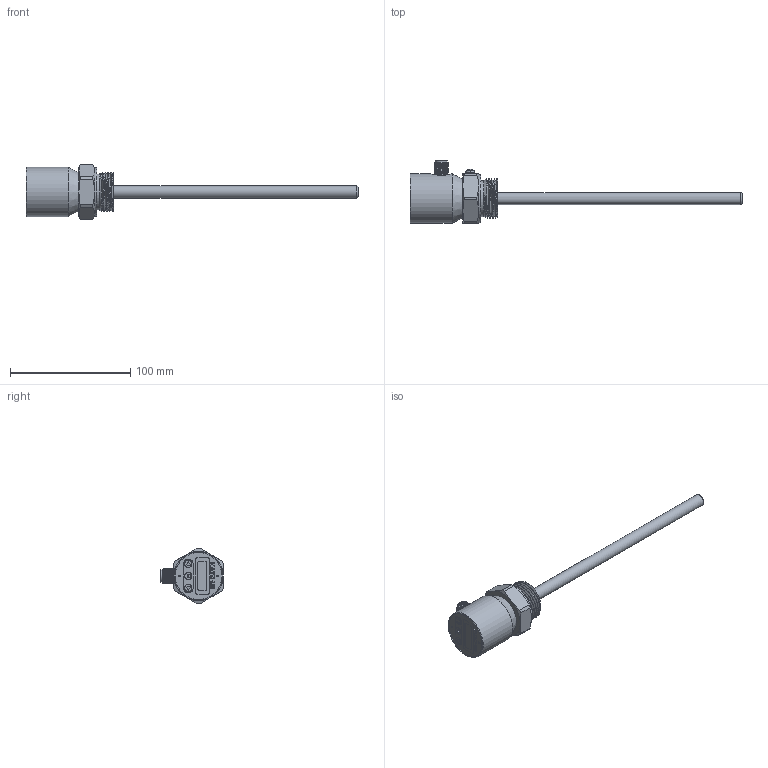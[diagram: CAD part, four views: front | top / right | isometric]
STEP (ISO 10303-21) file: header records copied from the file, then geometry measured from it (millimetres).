
FILE_DESCRIPTION(/* description */ (''),/* implementation_level */ '2;1');
FILE_NAME(/* name */ 'LS320-380-G1-L200.stp',/* time_stamp */ '2022-05-11T08:33:09+08:00',/* author */ (''),/* organization */ (''),/* preprocessor_version */ 'ST-DEVELOPER v16',/* originating_system */ 'SIEMENS PLM Software NX 10.0',/* authorisation */ '');
FILE_SCHEMA (('CONFIG_CONTROL_DESIGN'));
Length unit declared in the file: millimetre
Products named in the file (1): feaf69159d86aa7c8133df80737b07c0_stp
Bounding box: 276 x 51.9 x 45.99 mm (x, y, z)
Volume: 66728.5 mm3; surface area: 34333.8 mm2
Topology: 5 solids, 6 shells, 375 faces, 882 edges, 569 vertices
Faces by surface type: plane 216, cylinder 89, bspline 30, cone 22, sphere 12, torus 6
Full cylindrical faces by diameter (mm): 1 x10, 1.6 x2, 2.5 x1, 4.004 x3, 6 x3, 8 x1, 8.4 x1, 9.7 x1, 9.8 x1, 10 x2, 10.1 x1, 11 x1, 11.6 x1, 12 x1, 19.1 x1, 19.5 x1, 23 x3, 26 x4, 26.1 x1, 29.9 x1, 36 x2, 39 x2, 40 x1, 41 x1
Entity records: 13558 total; most frequent: CARTESIAN_POINT 5449, DIRECTION 1587, ORIENTED_EDGE 1558, EDGE_CURVE 779, AXIS2_PLACEMENT_3D 563, VERTEX_POINT 536, EDGE_LOOP 501, LINE 461
